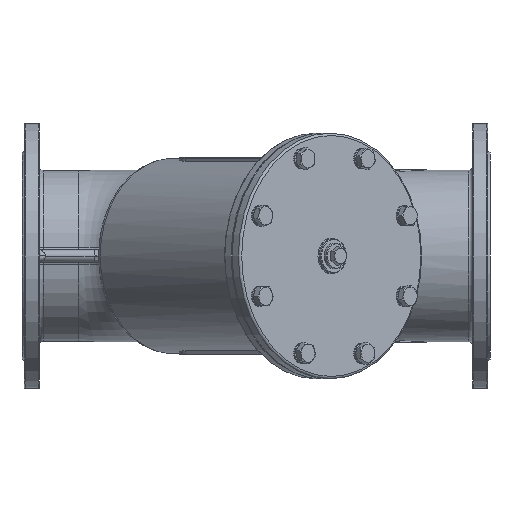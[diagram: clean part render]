
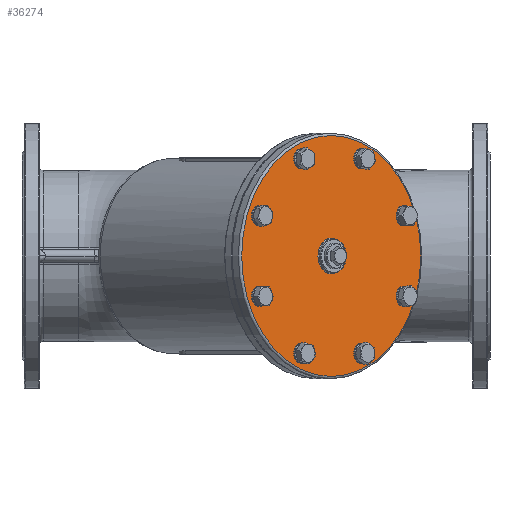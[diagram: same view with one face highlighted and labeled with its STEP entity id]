
A CAD part, front view. The second image highlights one B-rep face of the part: STEP entity #36274.
In plain terms, the highlighted planar face has unit normal (0.669, -0.743, 0).
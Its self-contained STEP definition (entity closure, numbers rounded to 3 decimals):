
#647 = EDGE_CURVE ( 'NONE', #24094, #24094, #33814, .T. ) ;
#649 = EDGE_CURVE ( 'NONE', #24096, #24096, #33830, .T. ) ;
#779 = ORIENTED_EDGE ( 'NONE', *, *, #8517, .F. ) ;
#780 = ORIENTED_EDGE ( 'NONE', *, *, #647, .F. ) ;
#795 = ORIENTED_EDGE ( 'NONE', *, *, #8518, .T. ) ;
#1842 = CARTESIAN_POINT ( 'NONE',  ( 134.495, -282.941, 0. ) ) ;
#1843 = DIRECTION ( 'NONE',  ( 0.669, -0.743, 0. ) ) ;
#1844 = DIRECTION ( 'NONE',  ( -0.743, -0.669, 0. ) ) ;
#2243 = CARTESIAN_POINT ( 'NONE',  ( 227.183, -199.484, 51.662 ) ) ;
#2244 = DIRECTION ( 'NONE',  ( 0.669, -0.743, 0. ) ) ;
#2245 = DIRECTION ( 'NONE',  ( -0.743, -0.669, 0. ) ) ;
#2258 = CARTESIAN_POINT ( 'NONE',  ( 172.888, -248.372, -124.724 ) ) ;
#2259 = DIRECTION ( 'NONE',  ( 0.669, -0.743, 0. ) ) ;
#2260 = DIRECTION ( 'NONE',  ( -0.743, -0.669, 0. ) ) ;
#2261 = CARTESIAN_POINT ( 'NONE',  ( 134.495, -282.941, 0. ) ) ;
#2262 = DIRECTION ( 'NONE',  ( -0.669, 0.743, 0. ) ) ;
#2263 = DIRECTION ( 'NONE',  ( -0.743, -0.669, 0. ) ) ;
#2588 = EDGE_CURVE ( 'NONE', #24121, #24121, #33828, .T. ) ;
#2616 = EDGE_CURVE ( 'NONE', #24125, #24125, #33824, .T. ) ;
#2629 = EDGE_LOOP ( 'NONE', ( #12736 ) ) ;
#2637 = EDGE_LOOP ( 'NONE', ( #779 ) ) ;
#2638 = EDGE_LOOP ( 'NONE', ( #11350 ) ) ;
#2647 = EDGE_LOOP ( 'NONE', ( #11344 ) ) ;
#2650 = EDGE_LOOP ( 'NONE', ( #795 ) ) ;
#2652 = EDGE_LOOP ( 'NONE', ( #12784 ) ) ;
#2655 = EDGE_LOOP ( 'NONE', ( #12709 ) ) ;
#2684 = EDGE_LOOP ( 'NONE', ( #780 ) ) ;
#2685 = EDGE_LOOP ( 'NONE', ( #12645 ) ) ;
#3867 = AXIS2_PLACEMENT_3D ( 'NONE', #16146, #16147, #16148 ) ;
#5433 = CARTESIAN_POINT ( 'NONE',  ( 172.888, -248.372, 124.724 ) ) ;
#5434 = DIRECTION ( 'NONE',  ( 0.669, -0.743, 0. ) ) ;
#5435 = DIRECTION ( 'NONE',  ( -0.743, -0.669, 0. ) ) ;
#5456 = CARTESIAN_POINT ( 'NONE',  ( 41.807, -366.397, 51.662 ) ) ;
#5457 = DIRECTION ( 'NONE',  ( 0.669, -0.743, 0. ) ) ;
#5459 = DIRECTION ( 'NONE',  ( -0.743, -0.669, 0. ) ) ;
#5944 = CARTESIAN_POINT ( 'NONE',  ( 227.183, -199.484, -51.662 ) ) ;
#5945 = DIRECTION ( 'NONE',  ( 0.669, -0.743, 0. ) ) ;
#5946 = DIRECTION ( 'NONE',  ( -0.743, -0.669, 0. ) ) ;
#6034 = CARTESIAN_POINT ( 'NONE',  ( 96.103, -317.51, -124.724 ) ) ;
#6035 = DIRECTION ( 'NONE',  ( 0.669, -0.743, 0. ) ) ;
#6036 = DIRECTION ( 'NONE',  ( -0.743, -0.669, 0. ) ) ;
#6527 = CIRCLE ( 'NONE', #6532, 13. ) ;
#6532 = AXIS2_PLACEMENT_3D ( 'NONE', #32661, #32662, #32663 ) ;
#6534 = CIRCLE ( 'NONE', #6587, 13. ) ;
#6587 = AXIS2_PLACEMENT_3D ( 'NONE', #32260, #32261, #32262 ) ;
#6717 = CIRCLE ( 'NONE', #6755, 13. ) ;
#6720 = AXIS2_PLACEMENT_3D ( 'NONE', #2261, #2262, #2263 ) ;
#6725 = CIRCLE ( 'NONE', #6727, 154.5 ) ;
#6727 = AXIS2_PLACEMENT_3D ( 'NONE', #1842, #1843, #1844 ) ;
#6753 = CIRCLE ( 'NONE', #6720, 23. ) ;
#6754 = CIRCLE ( 'NONE', #6756, 13. ) ;
#6755 = AXIS2_PLACEMENT_3D ( 'NONE', #2258, #2259, #2260 ) ;
#6756 = AXIS2_PLACEMENT_3D ( 'NONE', #2243, #2244, #2245 ) ;
#6770 = EDGE_CURVE ( 'NONE', #24137, #24137, #6725, .T. ) ;
#8515 = EDGE_CURVE ( 'NONE', #24141, #24141, #6754, .T. ) ;
#8517 = EDGE_CURVE ( 'NONE', #24143, #24143, #6717, .T. ) ;
#8518 = EDGE_CURVE ( 'NONE', #24145, #24145, #6753, .T. ) ;
#11344 = ORIENTED_EDGE ( 'NONE', *, *, #6770, .T. ) ;
#11350 = ORIENTED_EDGE ( 'NONE', *, *, #17651, .F. ) ;
#12645 = ORIENTED_EDGE ( 'NONE', *, *, #2588, .F. ) ;
#12709 = ORIENTED_EDGE ( 'NONE', *, *, #649, .F. ) ;
#12736 = ORIENTED_EDGE ( 'NONE', *, *, #17713, .F. ) ;
#12784 = ORIENTED_EDGE ( 'NONE', *, *, #2616, .F. ) ;
#12812 = ORIENTED_EDGE ( 'NONE', *, *, #8515, .F. ) ;
#16103 = FACE_BOUND ( 'NONE', #2638, .T. ) ;
#16117 = FACE_OUTER_BOUND ( 'NONE', #2647, .T. ) ;
#16118 = FACE_BOUND ( 'NONE', #21645, .T. ) ;
#16128 = FACE_BOUND ( 'NONE', #2637, .T. ) ;
#16129 = FACE_BOUND ( 'NONE', #2650, .T. ) ;
#16130 = FACE_BOUND ( 'NONE', #2652, .T. ) ;
#16131 = FACE_BOUND ( 'NONE', #2629, .T. ) ;
#16132 = FACE_BOUND ( 'NONE', #2655, .T. ) ;
#16133 = FACE_BOUND ( 'NONE', #2684, .T. ) ;
#16134 = FACE_BOUND ( 'NONE', #2685, .T. ) ;
#16135 = PLANE ( 'NONE',  #3867 ) ;
#16146 = CARTESIAN_POINT ( 'NONE',  ( 251.541, -177.553, 0. ) ) ;
#16147 = DIRECTION ( 'NONE',  ( -0.669, 0.743, 0. ) ) ;
#16148 = DIRECTION ( 'NONE',  ( -0.743, -0.669, 0. ) ) ;
#17651 = EDGE_CURVE ( 'NONE', #24157, #24157, #6534, .T. ) ;
#17713 = EDGE_CURVE ( 'NONE', #24165, #24165, #6527, .T. ) ;
#21645 = EDGE_LOOP ( 'NONE', ( #12812 ) ) ;
#24094 = VERTEX_POINT ( 'NONE', #24097 ) ;
#24096 = VERTEX_POINT ( 'NONE', #24101 ) ;
#24097 = CARTESIAN_POINT ( 'NONE',  ( 163.227, -257.071, 124.724 ) ) ;
#24101 = CARTESIAN_POINT ( 'NONE',  ( 32.147, -375.096, 51.662 ) ) ;
#24121 = VERTEX_POINT ( 'NONE', #24124 ) ;
#24124 = CARTESIAN_POINT ( 'NONE',  ( 217.522, -208.183, -51.662 ) ) ;
#24125 = VERTEX_POINT ( 'NONE', #24128 ) ;
#24128 = CARTESIAN_POINT ( 'NONE',  ( 86.442, -326.208, -124.724 ) ) ;
#24137 = VERTEX_POINT ( 'NONE', #24140 ) ;
#24140 = CARTESIAN_POINT ( 'NONE',  ( 19.679, -386.321, 0. ) ) ;
#24141 = VERTEX_POINT ( 'NONE', #24144 ) ;
#24143 = VERTEX_POINT ( 'NONE', #24146 ) ;
#24144 = CARTESIAN_POINT ( 'NONE',  ( 217.522, -208.183, 51.662 ) ) ;
#24145 = VERTEX_POINT ( 'NONE', #24148 ) ;
#24146 = CARTESIAN_POINT ( 'NONE',  ( 163.227, -257.071, -124.724 ) ) ;
#24148 = CARTESIAN_POINT ( 'NONE',  ( 117.403, -298.331, 0. ) ) ;
#24157 = VERTEX_POINT ( 'NONE', #24160 ) ;
#24160 = CARTESIAN_POINT ( 'NONE',  ( 86.442, -326.208, 124.724 ) ) ;
#24165 = VERTEX_POINT ( 'NONE', #24168 ) ;
#24168 = CARTESIAN_POINT ( 'NONE',  ( 32.147, -375.096, -51.662 ) ) ;
#32260 = CARTESIAN_POINT ( 'NONE',  ( 96.103, -317.51, 124.724 ) ) ;
#32261 = DIRECTION ( 'NONE',  ( 0.669, -0.743, 0. ) ) ;
#32262 = DIRECTION ( 'NONE',  ( -0.743, -0.669, 0. ) ) ;
#32661 = CARTESIAN_POINT ( 'NONE',  ( 41.807, -366.397, -51.662 ) ) ;
#32662 = DIRECTION ( 'NONE',  ( 0.669, -0.743, 0. ) ) ;
#32663 = DIRECTION ( 'NONE',  ( -0.743, -0.669, 0. ) ) ;
#33698 = AXIS2_PLACEMENT_3D ( 'NONE', #5456, #5457, #5459 ) ;
#33730 = AXIS2_PLACEMENT_3D ( 'NONE', #6034, #6035, #6036 ) ;
#33767 = AXIS2_PLACEMENT_3D ( 'NONE', #5944, #5945, #5946 ) ;
#33814 = CIRCLE ( 'NONE', #33846, 13. ) ;
#33824 = CIRCLE ( 'NONE', #33730, 13. ) ;
#33828 = CIRCLE ( 'NONE', #33767, 13. ) ;
#33830 = CIRCLE ( 'NONE', #33698, 13. ) ;
#33846 = AXIS2_PLACEMENT_3D ( 'NONE', #5433, #5434, #5435 ) ;
#36274 = ADVANCED_FACE ( 'NONE', ( #16118, #16103, #16131, #16128, #16117, #16129, #16130, #16132, #16133, #16134 ), #16135, .F. ) ;
